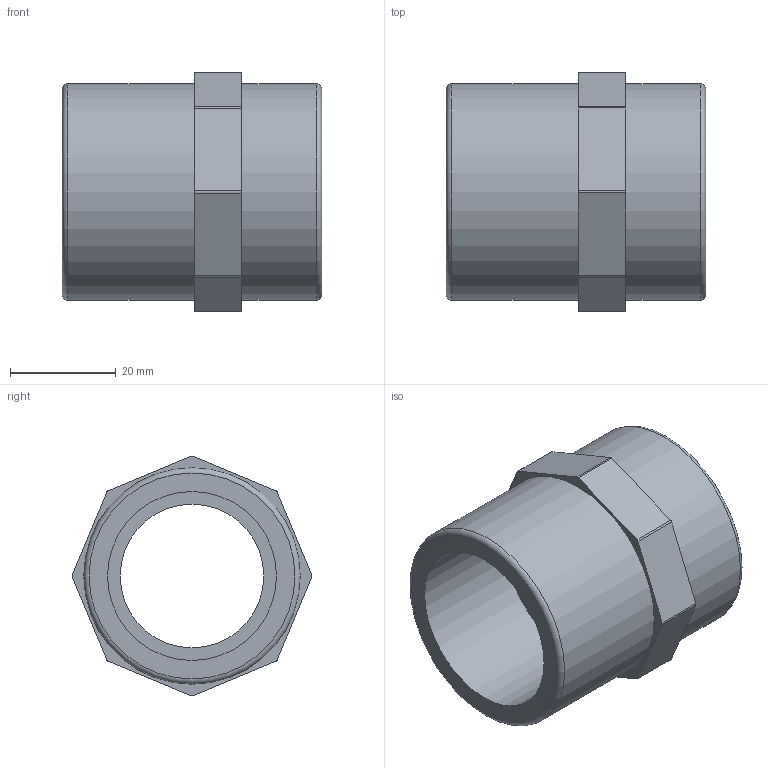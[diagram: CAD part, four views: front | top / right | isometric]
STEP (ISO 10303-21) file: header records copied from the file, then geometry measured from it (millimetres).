
FILE_DESCRIPTION(/* description */ ('PVC Transition Adapter, Socket to Female Threads, Ø32x1", PN16'),/* implementation_level */ '2;1');
FILE_NAME(/* name */ 'SO12U-032-R025',/* time_stamp */ '2022-07-06T16:27:26+02:00',/* author */ ('COAB Solutions'),/* organization */ ('GPA Flowsystem'),/* preprocessor_version */ 'ST-DEVELOPER v18.1',/* originating_system */ 'www.coabsolutions.com',/* authorisation */ '');
FILE_SCHEMA (('AUTOMOTIVE_DESIGN { 1 0 10303 214 3 1 1 }'));
Length unit declared in the file: millimetre
Products named in the file (1): SO12U-032-R025
Bounding box: 49.1 x 45.38 x 45.38 mm (x, y, z)
Volume: 26956.9 mm3; surface area: 12942.2 mm2
Topology: 1 solids, 1 shells, 30 faces, 72 edges, 48 vertices
Faces by surface type: plane 14, cylinder 13, torus 3
Full cylindrical faces by diameter (mm): 27.2 x1, 32 x1, 33.4 x1, 41 x2
Entity records: 946 total; most frequent: DIRECTION 169, CARTESIAN_POINT 151, ORIENTED_EDGE 144, EDGE_CURVE 72, AXIS2_PLACEMENT_3D 66, VERTEX_POINT 48, LINE 37, VECTOR 37
